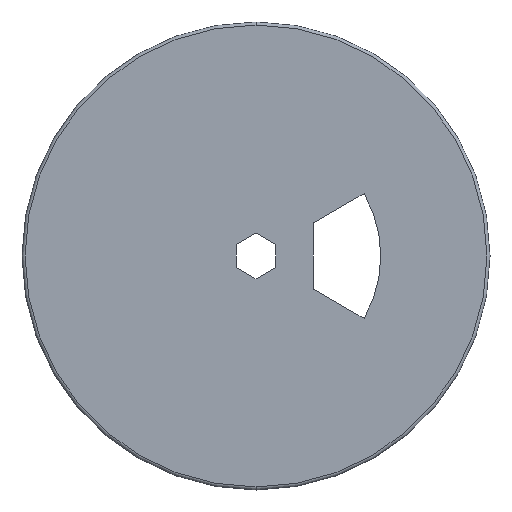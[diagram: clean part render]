
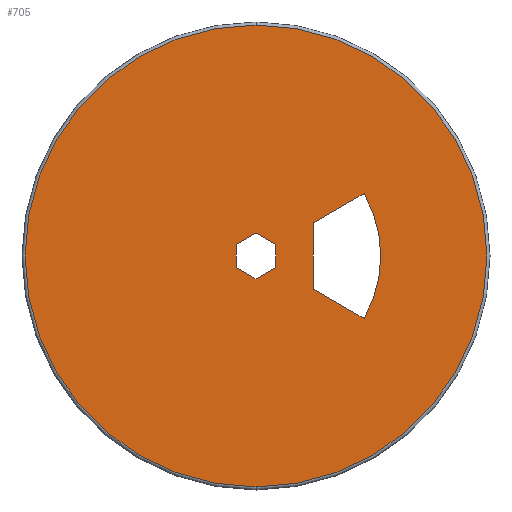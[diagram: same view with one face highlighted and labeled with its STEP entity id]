
A CAD part, front view. The second image highlights one B-rep face of the part: STEP entity #705.
In plain terms, the highlighted planar face has unit normal (0, -1, 0).
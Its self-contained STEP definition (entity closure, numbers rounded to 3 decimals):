
#10 = CARTESIAN_POINT ( 'NONE',  ( 0., 0., 0. ) ) ;
#179 = CARTESIAN_POINT ( 'NONE',  ( 6.35, 0., -3.666 ) ) ;
#228 = CARTESIAN_POINT ( 'NONE',  ( 0., 0., 0. ) ) ;
#243 = ORIENTED_EDGE ( 'NONE', *, *, #2469, .T. ) ;
#316 = VERTEX_POINT ( 'NONE', #337 ) ;
#337 = CARTESIAN_POINT ( 'NONE',  ( 18.35, 0., 10.594 ) ) ;
#344 = CARTESIAN_POINT ( 'NONE',  ( 18.35, 0., -10.594 ) ) ;
#347 = CARTESIAN_POINT ( 'NONE',  ( 6.35, 0., -3.666 ) ) ;
#410 = CARTESIAN_POINT ( 'NONE',  ( 0., 0., -74. ) ) ;
#526 = DIRECTION ( 'NONE',  ( 0., 0., 1. ) ) ;
#549 = EDGE_CURVE ( 'NONE', #1216, #316, #3263, .T. ) ;
#595 = VERTEX_POINT ( 'NONE', #179 ) ;
#612 = EDGE_CURVE ( 'NONE', #1375, #620, #2505, .T. ) ;
#620 = VERTEX_POINT ( 'NONE', #629 ) ;
#629 = CARTESIAN_POINT ( 'NONE',  ( 0., 0., 7.332 ) ) ;
#630 = CARTESIAN_POINT ( 'NONE',  ( 6.35, 0., 3.666 ) ) ;
#638 = CIRCLE ( 'NONE', #2920, 40. ) ;
#676 = EDGE_CURVE ( 'NONE', #2439, #842, #2816, .T. ) ;
#705 = ADVANCED_FACE ( 'NONE', ( #1383, #2930, #2169 ), #4749, .F. ) ;
#842 = VERTEX_POINT ( 'NONE', #1886 ) ;
#880 = ORIENTED_EDGE ( 'NONE', *, *, #1656, .T. ) ;
#886 = EDGE_CURVE ( 'NONE', #1070, #595, #3438, .T. ) ;
#1004 = CARTESIAN_POINT ( 'NONE',  ( 18.35, 0., 10.594 ) ) ;
#1070 = VERTEX_POINT ( 'NONE', #1407 ) ;
#1099 = LINE ( 'NONE', #344, #3330 ) ;
#1116 = CARTESIAN_POINT ( 'NONE',  ( -6.35, 0., -3.666 ) ) ;
#1216 = VERTEX_POINT ( 'NONE', #2532 ) ;
#1229 = LINE ( 'NONE', #1606, #2350 ) ;
#1244 = ORIENTED_EDGE ( 'NONE', *, *, #3619, .F. ) ;
#1280 = CARTESIAN_POINT ( 'NONE',  ( 0., 0., 0. ) ) ;
#1348 = ORIENTED_EDGE ( 'NONE', *, *, #2225, .T. ) ;
#1375 = VERTEX_POINT ( 'NONE', #630 ) ;
#1383 = FACE_BOUND ( 'NONE', #3962, .T. ) ;
#1407 = CARTESIAN_POINT ( 'NONE',  ( 0., 0., -7.332 ) ) ;
#1445 = ORIENTED_EDGE ( 'NONE', *, *, #676, .T. ) ;
#1469 = CARTESIAN_POINT ( 'NONE',  ( -6.35, 0., -3.666 ) ) ;
#1480 = DIRECTION ( 'NONE',  ( 0.866, 0., 0.5 ) ) ;
#1499 = CARTESIAN_POINT ( 'NONE',  ( 6.35, 0., 3.666 ) ) ;
#1557 = LINE ( 'NONE', #3493, #4615 ) ;
#1561 = ORIENTED_EDGE ( 'NONE', *, *, #549, .T. ) ;
#1606 = CARTESIAN_POINT ( 'NONE',  ( -6.35, 0., 3.666 ) ) ;
#1656 = EDGE_CURVE ( 'NONE', #316, #1705, #2318, .T. ) ;
#1664 = VERTEX_POINT ( 'NONE', #2977 ) ;
#1678 = ORIENTED_EDGE ( 'NONE', *, *, #612, .F. ) ;
#1705 = VERTEX_POINT ( 'NONE', #4771 ) ;
#1717 = DIRECTION ( 'NONE',  ( 0., -1., 0. ) ) ;
#1780 = ORIENTED_EDGE ( 'NONE', *, *, #886, .F. ) ;
#1792 = CARTESIAN_POINT ( 'NONE',  ( 0., 0., 7.332 ) ) ;
#1853 = LINE ( 'NONE', #1469, #3056 ) ;
#1883 = DIRECTION ( 'NONE',  ( -0.866, 0., 0.5 ) ) ;
#1886 = CARTESIAN_POINT ( 'NONE',  ( 0., 0., 74. ) ) ;
#1949 = CARTESIAN_POINT ( 'NONE',  ( 0., 0., 0. ) ) ;
#1973 = DIRECTION ( 'NONE',  ( 0., 0., 1. ) ) ;
#2024 = VECTOR ( 'NONE', #4921, 1000. ) ;
#2089 = VECTOR ( 'NONE', #1480, 1000. ) ;
#2093 = EDGE_CURVE ( 'NONE', #1664, #2519, #1853, .T. ) ;
#2136 = ORIENTED_EDGE ( 'NONE', *, *, #3837, .F. ) ;
#2162 = ORIENTED_EDGE ( 'NONE', *, *, #3398, .F. ) ;
#2169 = FACE_BOUND ( 'NONE', #4466, .T. ) ;
#2173 = AXIS2_PLACEMENT_3D ( 'NONE', #228, #1717, #4851 ) ;
#2185 = VECTOR ( 'NONE', #2905, 1000. ) ;
#2225 = EDGE_CURVE ( 'NONE', #1705, #4513, #638, .T. ) ;
#2259 = DIRECTION ( 'NONE',  ( 0., 1., 0. ) ) ;
#2318 = LINE ( 'NONE', #4150, #3469 ) ;
#2350 = VECTOR ( 'NONE', #4696, 1000. ) ;
#2439 = VERTEX_POINT ( 'NONE', #410 ) ;
#2469 = EDGE_CURVE ( 'NONE', #842, #2439, #4533, .T. ) ;
#2505 = LINE ( 'NONE', #1792, #2185 ) ;
#2519 = VERTEX_POINT ( 'NONE', #1116 ) ;
#2532 = CARTESIAN_POINT ( 'NONE',  ( 18.35, 0., -10.594 ) ) ;
#2553 = DIRECTION ( 'NONE',  ( 0., 0., 1. ) ) ;
#2669 = VECTOR ( 'NONE', #2553, 1000. ) ;
#2816 = CIRCLE ( 'NONE', #2173, 74. ) ;
#2905 = DIRECTION ( 'NONE',  ( -0.866, 0., 0.5 ) ) ;
#2920 = AXIS2_PLACEMENT_3D ( 'NONE', #10, #2259, #4986 ) ;
#2930 = FACE_OUTER_BOUND ( 'NONE', #4713, .T. ) ;
#2977 = CARTESIAN_POINT ( 'NONE',  ( -6.35, 0., 3.666 ) ) ;
#3056 = VECTOR ( 'NONE', #3284, 1000. ) ;
#3065 = DIRECTION ( 'NONE',  ( 0., -1., 0. ) ) ;
#3263 = LINE ( 'NONE', #1004, #2669 ) ;
#3284 = DIRECTION ( 'NONE',  ( 0., 0., -1. ) ) ;
#3330 = VECTOR ( 'NONE', #1883, 1000. ) ;
#3398 = EDGE_CURVE ( 'NONE', #2519, #1070, #1557, .T. ) ;
#3435 = LINE ( 'NONE', #1499, #2024 ) ;
#3438 = LINE ( 'NONE', #347, #2089 ) ;
#3469 = VECTOR ( 'NONE', #4973, 1000. ) ;
#3493 = CARTESIAN_POINT ( 'NONE',  ( 0., 0., -7.332 ) ) ;
#3619 = EDGE_CURVE ( 'NONE', #620, #1664, #1229, .T. ) ;
#3739 = AXIS2_PLACEMENT_3D ( 'NONE', #1949, #3065, #1973 ) ;
#3777 = EDGE_CURVE ( 'NONE', #4513, #1216, #1099, .T. ) ;
#3837 = EDGE_CURVE ( 'NONE', #595, #1375, #3435, .T. ) ;
#3962 = EDGE_LOOP ( 'NONE', ( #4891, #1561, #880, #1348 ) ) ;
#3998 = DIRECTION ( 'NONE',  ( 0., 1., 0. ) ) ;
#4038 = AXIS2_PLACEMENT_3D ( 'NONE', #1280, #3998, #526 ) ;
#4040 = ORIENTED_EDGE ( 'NONE', *, *, #2093, .F. ) ;
#4150 = CARTESIAN_POINT ( 'NONE',  ( 18.35, 0., 10.594 ) ) ;
#4303 = DIRECTION ( 'NONE',  ( 0.866, 0., -0.5 ) ) ;
#4339 = CARTESIAN_POINT ( 'NONE',  ( 34.641, 0., -20. ) ) ;
#4466 = EDGE_LOOP ( 'NONE', ( #2136, #1780, #2162, #4040, #1244, #1678 ) ) ;
#4513 = VERTEX_POINT ( 'NONE', #4339 ) ;
#4533 = CIRCLE ( 'NONE', #3739, 74. ) ;
#4615 = VECTOR ( 'NONE', #4303, 1000. ) ;
#4696 = DIRECTION ( 'NONE',  ( -0.866, 0., -0.5 ) ) ;
#4713 = EDGE_LOOP ( 'NONE', ( #243, #1445 ) ) ;
#4749 = PLANE ( 'NONE',  #4038 ) ;
#4771 = CARTESIAN_POINT ( 'NONE',  ( 34.641, 0., 20. ) ) ;
#4851 = DIRECTION ( 'NONE',  ( 0., 0., 1. ) ) ;
#4891 = ORIENTED_EDGE ( 'NONE', *, *, #3777, .T. ) ;
#4921 = DIRECTION ( 'NONE',  ( 0., 0., 1. ) ) ;
#4973 = DIRECTION ( 'NONE',  ( 0.866, 0., 0.5 ) ) ;
#4986 = DIRECTION ( 'NONE',  ( 0., 0., 1. ) ) ;
